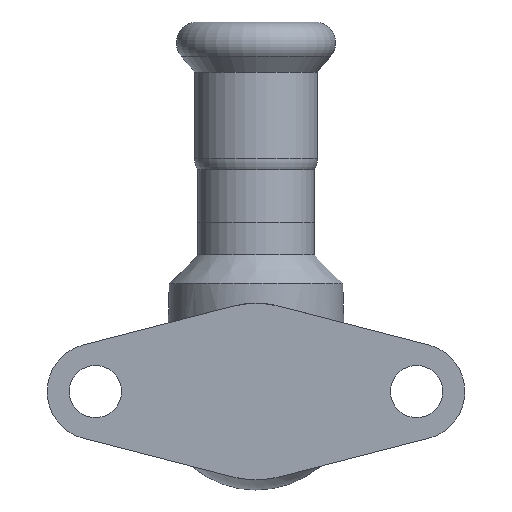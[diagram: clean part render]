
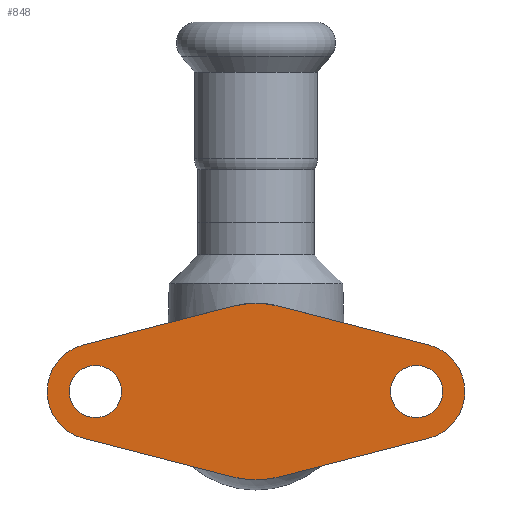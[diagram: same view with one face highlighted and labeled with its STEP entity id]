
A CAD part, left-side view. The second image highlights one B-rep face of the part: STEP entity #848.
In plain terms, the highlighted planar face has unit normal (-1, 0, 0).
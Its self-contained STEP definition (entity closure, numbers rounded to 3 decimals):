
#41=LINE($,#1935,#71);
#46=LINE($,#1954,#76);
#48=LINE($,#1960,#78);
#49=LINE($,#1962,#79);
#71=VECTOR($,#1078,19.365);
#76=VECTOR($,#1101,19.365);
#78=VECTOR($,#1109,19.365);
#79=VECTOR($,#1112,19.365);
#139=PLANE($,#932);
#158=FACE_BOUND($,#265,.T.);
#159=FACE_BOUND($,#266,.T.);
#160=FACE_BOUND($,#267,.T.);
#265=EDGE_LOOP($,(#675));
#266=EDGE_LOOP($,(#676));
#267=EDGE_LOOP($,(#677,#678,#679,#680,#681,#682,#683,#684));
#330=CIRCLE($,#903,11.);
#343=CIRCLE($,#920,3.25);
#344=CIRCLE($,#922,3.25);
#345=CIRCLE($,#924,6.);
#346=CIRCLE($,#926,11.);
#347=CIRCLE($,#929,6.);
#391=VERTEX_POINT($,#1361);
#392=VERTEX_POINT($,#1363);
#418=VERTEX_POINT($,#1932);
#419=VERTEX_POINT($,#1934);
#420=VERTEX_POINT($,#1938);
#421=VERTEX_POINT($,#1941);
#422=VERTEX_POINT($,#1944);
#423=VERTEX_POINT($,#1948);
#424=VERTEX_POINT($,#1952);
#425=VERTEX_POINT($,#1956);
#478=EDGE_CURVE($,#391,#392,#330,.T.);
#511=EDGE_CURVE($,#418,#419,#41,.T.);
#513=EDGE_CURVE($,#420,#420,#343,.T.);
#514=EDGE_CURVE($,#421,#421,#344,.T.);
#515=EDGE_CURVE($,#419,#422,#345,.T.);
#518=EDGE_CURVE($,#423,#418,#346,.T.);
#520=EDGE_CURVE($,#424,#423,#46,.T.);
#522=EDGE_CURVE($,#425,#424,#347,.T.);
#523=EDGE_CURVE($,#392,#425,#48,.T.);
#524=EDGE_CURVE($,#422,#391,#49,.T.);
#675=ORIENTED_EDGE($,*,*,#513,.T.);
#676=ORIENTED_EDGE($,*,*,#514,.T.);
#677=ORIENTED_EDGE($,*,*,#524,.F.);
#678=ORIENTED_EDGE($,*,*,#515,.F.);
#679=ORIENTED_EDGE($,*,*,#511,.F.);
#680=ORIENTED_EDGE($,*,*,#518,.F.);
#681=ORIENTED_EDGE($,*,*,#520,.F.);
#682=ORIENTED_EDGE($,*,*,#522,.F.);
#683=ORIENTED_EDGE($,*,*,#523,.F.);
#684=ORIENTED_EDGE($,*,*,#478,.F.);
#848=ADVANCED_FACE($,(#158,#159,#160),#139,.F.);
#903=AXIS2_PLACEMENT_3D($,#1364,#1040,#1041);
#920=AXIS2_PLACEMENT_3D($,#1939,#1082,#1083);
#922=AXIS2_PLACEMENT_3D($,#1942,#1086,#1087);
#924=AXIS2_PLACEMENT_3D($,#1945,#1090,#1091);
#926=AXIS2_PLACEMENT_3D($,#1950,#1096,#1097);
#929=AXIS2_PLACEMENT_3D($,#1958,#1105,#1106);
#932=AXIS2_PLACEMENT_3D($,#1963,#1113,#1114);
#1040=DIRECTION('center_axis',(1.,0.,0.));
#1041=DIRECTION('ref_axis',(0.,-0.25,-0.968));
#1078=DIRECTION($,(0.,-0.968,-0.25));
#1082=DIRECTION('center_axis',(1.,0.,0.));
#1083=DIRECTION('ref_axis',(0.,-1.,0.));
#1086=DIRECTION('center_axis',(1.,0.,0.));
#1087=DIRECTION('ref_axis',(0.,-1.,0.));
#1090=DIRECTION('center_axis',(1.,0.,0.));
#1091=DIRECTION('ref_axis',(0.,-0.25,0.968));
#1096=DIRECTION('center_axis',(1.,0.,0.));
#1097=DIRECTION('ref_axis',(0.,0.25,0.968));
#1101=DIRECTION($,(0.,-0.968,0.25));
#1105=DIRECTION('center_axis',(1.,0.,0.));
#1106=DIRECTION('ref_axis',(0.,0.25,-0.968));
#1109=DIRECTION($,(0.,0.968,0.25));
#1112=DIRECTION($,(0.,0.968,-0.25));
#1113=DIRECTION('center_axis',(1.,0.,0.));
#1114=DIRECTION('ref_axis',(0.,0.,-1.));
#1361=CARTESIAN_POINT('',(-13.,-2.75,-31.651));
#1363=CARTESIAN_POINT('',(-13.,2.75,-31.651));
#1364=CARTESIAN_POINT('Origin',(-13.,0.,-21.));
#1932=CARTESIAN_POINT('',(-13.,-2.75,-10.349));
#1934=CARTESIAN_POINT('',(-13.,-21.5,-15.191));
#1935=CARTESIAN_POINT($,(-13.,-2.75,-10.349));
#1938=CARTESIAN_POINT('',(-13.,-16.75,-21.));
#1939=CARTESIAN_POINT('Origin',(-13.,-20.,-21.));
#1941=CARTESIAN_POINT('',(-13.,23.25,-21.));
#1942=CARTESIAN_POINT('Origin',(-13.,20.,-21.));
#1944=CARTESIAN_POINT('',(-13.,-21.5,-26.809));
#1945=CARTESIAN_POINT('Origin',(-13.,-20.,-21.));
#1948=CARTESIAN_POINT('',(-13.,2.75,-10.349));
#1950=CARTESIAN_POINT('Origin',(-13.,0.,-21.));
#1952=CARTESIAN_POINT('',(-13.,21.5,-15.191));
#1954=CARTESIAN_POINT($,(-13.,21.5,-15.191));
#1956=CARTESIAN_POINT('',(-13.,21.5,-26.809));
#1958=CARTESIAN_POINT('Origin',(-13.,20.,-21.));
#1960=CARTESIAN_POINT($,(-13.,2.75,-31.651));
#1962=CARTESIAN_POINT($,(-13.,-21.5,-26.809));
#1963=CARTESIAN_POINT('Origin',(-13.,0.,-21.));
